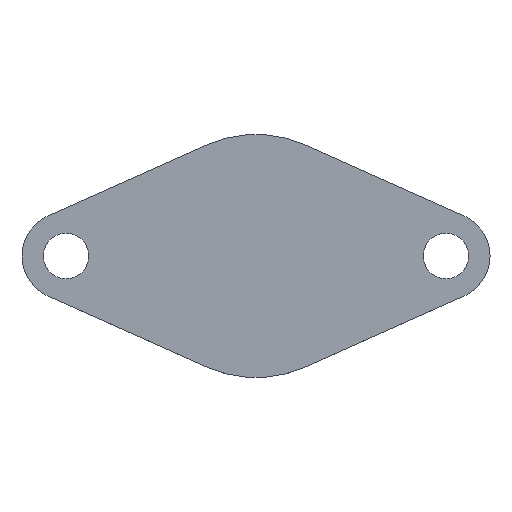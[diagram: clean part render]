
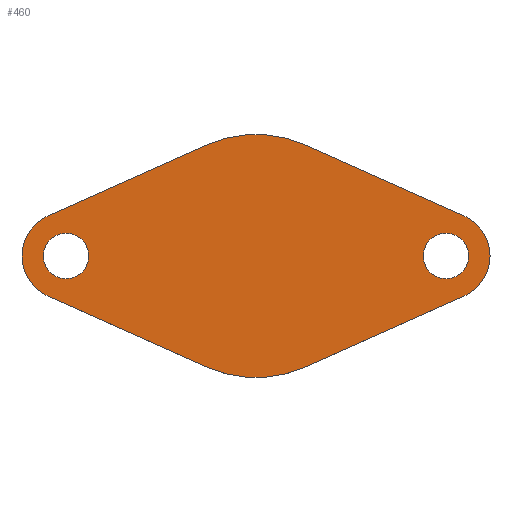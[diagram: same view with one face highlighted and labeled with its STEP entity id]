
A CAD part, top view. The second image highlights one B-rep face of the part: STEP entity #460.
In plain terms, the highlighted planar face has unit normal (0, 0, 1).
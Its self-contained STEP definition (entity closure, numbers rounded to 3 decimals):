
#62=CARTESIAN_POINT('Vertex',(8.16,18.26,2.)) ;
#76=CARTESIAN_POINT('Vertex',(-8.16,18.26,2.)) ;
#79=CARTESIAN_POINT('Axis2P3D Location',(0.,0.,2.)) ;
#107=CARTESIAN_POINT('Vertex',(-34.208,6.619,2.)) ;
#110=CARTESIAN_POINT('Line Origine',(-21.184,12.439,2.)) ;
#138=CARTESIAN_POINT('Vertex',(-34.208,-6.619,2.)) ;
#141=CARTESIAN_POINT('Axis2P3D Location',(-31.25,0.,2.)) ;
#169=CARTESIAN_POINT('Vertex',(-8.16,-18.26,2.)) ;
#172=CARTESIAN_POINT('Line Origine',(-21.184,-12.439,2.)) ;
#200=CARTESIAN_POINT('Vertex',(8.16,-18.26,2.)) ;
#203=CARTESIAN_POINT('Axis2P3D Location',(0.,0.,2.)) ;
#231=CARTESIAN_POINT('Vertex',(34.208,-6.619,2.)) ;
#234=CARTESIAN_POINT('Line Origine',(21.184,-12.439,2.)) ;
#262=CARTESIAN_POINT('Vertex',(34.208,6.619,2.)) ;
#265=CARTESIAN_POINT('Axis2P3D Location',(31.25,0.,2.)) ;
#287=CARTESIAN_POINT('Line Origine',(21.184,12.439,2.)) ;
#304=CARTESIAN_POINT('Axis2P3D Location',(-31.25,0.,2.)) ;
#308=CARTESIAN_POINT('Vertex',(-35.,0.,2.)) ;
#310=CARTESIAN_POINT('Vertex',(-27.5,0.,2.)) ;
#339=CARTESIAN_POINT('Axis2P3D Location',(-31.25,0.,2.)) ;
#361=CARTESIAN_POINT('Axis2P3D Location',(31.25,0.,2.)) ;
#365=CARTESIAN_POINT('Vertex',(27.5,0.,2.)) ;
#367=CARTESIAN_POINT('Vertex',(35.,0.,2.)) ;
#396=CARTESIAN_POINT('Axis2P3D Location',(31.25,0.,2.)) ;
#437=CARTESIAN_POINT('Axis2P3D Location',(0.,0.,2.)) ;
#80=DIRECTION('Axis2P3D Direction',(0.,0.,1.)) ;
#111=DIRECTION('Vector Direction',(0.913,0.408,0.)) ;
#142=DIRECTION('Axis2P3D Direction',(0.,0.,1.)) ;
#173=DIRECTION('Vector Direction',(0.913,-0.408,0.)) ;
#204=DIRECTION('Axis2P3D Direction',(0.,0.,1.)) ;
#235=DIRECTION('Vector Direction',(-0.913,-0.408,0.)) ;
#266=DIRECTION('Axis2P3D Direction',(0.,0.,1.)) ;
#288=DIRECTION('Vector Direction',(-0.913,0.408,0.)) ;
#305=DIRECTION('Axis2P3D Direction',(0.,0.,1.)) ;
#340=DIRECTION('Axis2P3D Direction',(0.,0.,1.)) ;
#362=DIRECTION('Axis2P3D Direction',(0.,0.,1.)) ;
#397=DIRECTION('Axis2P3D Direction',(0.,0.,1.)) ;
#438=DIRECTION('Axis2P3D Direction',(0.,0.,1.)) ;
#439=DIRECTION('Axis2P3D XDirection',(1.,0.,0.)) ;
#81=AXIS2_PLACEMENT_3D('Circle Axis2P3D',#79,#80,$) ;
#143=AXIS2_PLACEMENT_3D('Circle Axis2P3D',#141,#142,$) ;
#205=AXIS2_PLACEMENT_3D('Circle Axis2P3D',#203,#204,$) ;
#267=AXIS2_PLACEMENT_3D('Circle Axis2P3D',#265,#266,$) ;
#306=AXIS2_PLACEMENT_3D('Circle Axis2P3D',#304,#305,$) ;
#341=AXIS2_PLACEMENT_3D('Circle Axis2P3D',#339,#340,$) ;
#363=AXIS2_PLACEMENT_3D('Circle Axis2P3D',#361,#362,$) ;
#398=AXIS2_PLACEMENT_3D('Circle Axis2P3D',#396,#397,$) ;
#440=AXIS2_PLACEMENT_3D('Plane Axis2P3D',#437,#438,#439) ;
#443=ORIENTED_EDGE('',*,*,#83,.T.) ;
#444=ORIENTED_EDGE('',*,*,#114,.T.) ;
#445=ORIENTED_EDGE('',*,*,#145,.T.) ;
#446=ORIENTED_EDGE('',*,*,#176,.T.) ;
#447=ORIENTED_EDGE('',*,*,#207,.T.) ;
#448=ORIENTED_EDGE('',*,*,#238,.T.) ;
#449=ORIENTED_EDGE('',*,*,#269,.T.) ;
#450=ORIENTED_EDGE('',*,*,#291,.T.) ;
#453=ORIENTED_EDGE('',*,*,#312,.F.) ;
#454=ORIENTED_EDGE('',*,*,#343,.F.) ;
#457=ORIENTED_EDGE('',*,*,#369,.F.) ;
#458=ORIENTED_EDGE('',*,*,#400,.F.) ;
#455=FACE_BOUND('',#452,.T.) ;
#459=FACE_BOUND('',#456,.T.) ;
#112=VECTOR('Line Direction',#111,1.) ;
#174=VECTOR('Line Direction',#173,1.) ;
#236=VECTOR('Line Direction',#235,1.) ;
#289=VECTOR('Line Direction',#288,1.) ;
#460=ADVANCED_FACE('Corps principal',(#451,#455,#459),#441,.T.) ;
#82=CIRCLE('generated circle',#81,20.) ;
#144=CIRCLE('generated circle',#143,7.25) ;
#206=CIRCLE('generated circle',#205,20.) ;
#268=CIRCLE('generated circle',#267,7.25) ;
#307=CIRCLE('generated circle',#306,3.75) ;
#342=CIRCLE('generated circle',#341,3.75) ;
#364=CIRCLE('generated circle',#363,3.75) ;
#399=CIRCLE('generated circle',#398,3.75) ;
#83=EDGE_CURVE('',#63,#77,#82,.T.) ;
#114=EDGE_CURVE('',#77,#108,#113,.F.) ;
#145=EDGE_CURVE('',#108,#139,#144,.T.) ;
#176=EDGE_CURVE('',#139,#170,#175,.T.) ;
#207=EDGE_CURVE('',#170,#201,#206,.T.) ;
#238=EDGE_CURVE('',#201,#232,#237,.F.) ;
#269=EDGE_CURVE('',#232,#263,#268,.T.) ;
#291=EDGE_CURVE('',#263,#63,#290,.T.) ;
#312=EDGE_CURVE('',#309,#311,#307,.T.) ;
#343=EDGE_CURVE('',#311,#309,#342,.T.) ;
#369=EDGE_CURVE('',#366,#368,#364,.T.) ;
#400=EDGE_CURVE('',#368,#366,#399,.T.) ;
#442=EDGE_LOOP('',(#443,#444,#445,#446,#447,#448,#449,#450)) ;
#452=EDGE_LOOP('',(#453,#454)) ;
#456=EDGE_LOOP('',(#457,#458)) ;
#451=FACE_OUTER_BOUND('',#442,.T.) ;
#113=LINE('Line',#110,#112) ;
#175=LINE('Line',#172,#174) ;
#237=LINE('Line',#234,#236) ;
#290=LINE('Line',#287,#289) ;
#441=PLANE('',#440) ;
#63=VERTEX_POINT('',#62) ;
#77=VERTEX_POINT('',#76) ;
#108=VERTEX_POINT('',#107) ;
#139=VERTEX_POINT('',#138) ;
#170=VERTEX_POINT('',#169) ;
#201=VERTEX_POINT('',#200) ;
#232=VERTEX_POINT('',#231) ;
#263=VERTEX_POINT('',#262) ;
#309=VERTEX_POINT('',#308) ;
#311=VERTEX_POINT('',#310) ;
#366=VERTEX_POINT('',#365) ;
#368=VERTEX_POINT('',#367) ;
